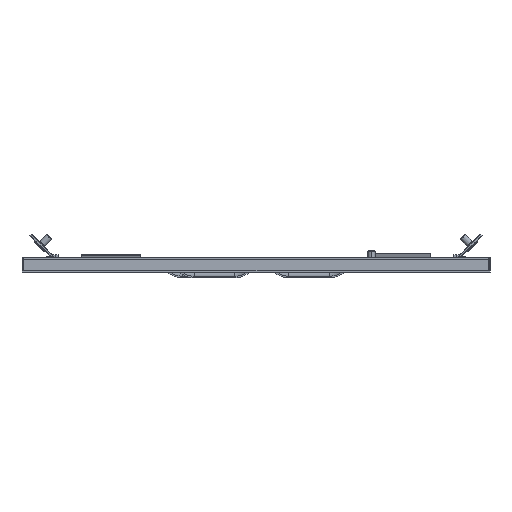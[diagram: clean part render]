
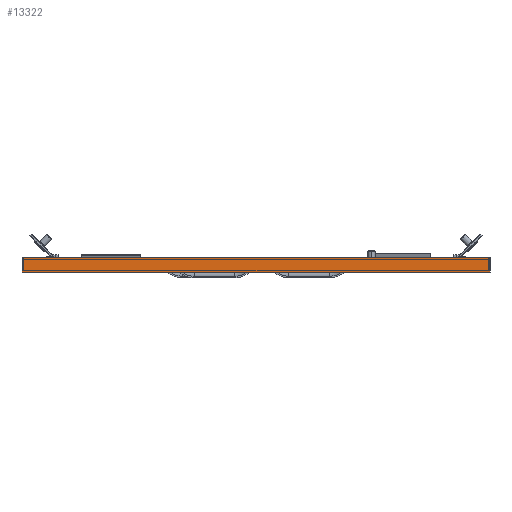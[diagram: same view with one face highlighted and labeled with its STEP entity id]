
A CAD part, front view. The second image highlights one B-rep face of the part: STEP entity #13322.
In plain terms, the highlighted planar face has unit normal (0, -1, 0).
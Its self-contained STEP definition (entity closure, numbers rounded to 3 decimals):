
#697 = CARTESIAN_POINT ( 'NONE',  ( 196.093, -1799.458, 4.721 ) ) ;
#1724 = EDGE_CURVE ( 'NONE', #95432, #27430, #99816, .T. ) ;
#3741 = VERTEX_POINT ( 'NONE', #19901 ) ;
#3791 = CARTESIAN_POINT ( 'NONE',  ( 197.5, -1799.458, 5.55 ) ) ;
#3856 = ORIENTED_EDGE ( 'NONE', *, *, #7803, .T. ) ;
#7803 = EDGE_CURVE ( 'NONE', #11184, #3741, #84765, .T. ) ;
#10151 = CARTESIAN_POINT ( 'NONE',  ( -196.093, -1799.458, 5.55 ) ) ;
#10959 = ORIENTED_EDGE ( 'NONE', *, *, #62171, .T. ) ;
#11184 = VERTEX_POINT ( 'NONE', #38864 ) ;
#13251 = VECTOR ( 'NONE', #41079, 1000. ) ;
#13322 = ADVANCED_FACE ( 'NONE', ( #29590 ), #59985, .F. ) ;
#13639 = ORIENTED_EDGE ( 'NONE', *, *, #41924, .T. ) ;
#14003 = B_SPLINE_CURVE_WITH_KNOTS ( 'NONE', 3,
 ( #62983, #31607, #697, #93389, #24019, #54860, #85784 ),
 .UNSPECIFIED., .F., .F.,
 ( 4, 3, 4 ),
 ( 0.005, 0.006, 0.007 ),
 .UNSPECIFIED. ) ;
#14746 = CARTESIAN_POINT ( 'NONE',  ( -196.093, -1799.458, 4.149 ) ) ;
#14758 = ORIENTED_EDGE ( 'NONE', *, *, #78851, .F. ) ;
#17292 = EDGE_CURVE ( 'NONE', #20449, #3741, #89503, .T. ) ;
#19060 = CARTESIAN_POINT ( 'NONE',  ( -196.093, -1799.458, 5.55 ) ) ;
#19352 = EDGE_CURVE ( 'NONE', #20449, #95432, #59500, .T. ) ;
#19901 = CARTESIAN_POINT ( 'NONE',  ( -197.5, -1799.458, -6.45 ) ) ;
#20449 = VERTEX_POINT ( 'NONE', #39414 ) ;
#23363 = VECTOR ( 'NONE', #79915, 1000. ) ;
#24019 = CARTESIAN_POINT ( 'NONE',  ( 196.093, -1799.458, 5.188 ) ) ;
#26376 = CARTESIAN_POINT ( 'NONE',  ( -209.582, -1799.458, 5.55 ) ) ;
#27430 = VERTEX_POINT ( 'NONE', #30560 ) ;
#28205 = DIRECTION ( 'NONE',  ( 0., 0., -1. ) ) ;
#28622 = CARTESIAN_POINT ( 'NONE',  ( 0., -1799.458, 4.149 ) ) ;
#29590 = FACE_OUTER_BOUND ( 'NONE', #31638, .T. ) ;
#30560 = CARTESIAN_POINT ( 'NONE',  ( 196.093, -1799.458, 5.55 ) ) ;
#31144 = ORIENTED_EDGE ( 'NONE', *, *, #17292, .F. ) ;
#31607 = CARTESIAN_POINT ( 'NONE',  ( 196.093, -1799.458, 4.435 ) ) ;
#31638 = EDGE_LOOP ( 'NONE', ( #3856, #31144, #58886, #37122, #13639, #57323, #63384, #14758, #10959, #59475 ) ) ;
#32042 = DIRECTION ( 'NONE',  ( 0., 0., 1. ) ) ;
#32084 = VERTEX_POINT ( 'NONE', #47763 ) ;
#32966 = LINE ( 'NONE', #26376, #13251 ) ;
#34053 = CARTESIAN_POINT ( 'NONE',  ( 197.5, -1799.458, 5.55 ) ) ;
#35637 = CARTESIAN_POINT ( 'NONE',  ( 209.582, -1799.458, 5.55 ) ) ;
#36696 = VECTOR ( 'NONE', #28205, 1000. ) ;
#37122 = ORIENTED_EDGE ( 'NONE', *, *, #1724, .T. ) ;
#37131 = EDGE_CURVE ( 'NONE', #62727, #64812, #14003, .T. ) ;
#38864 = CARTESIAN_POINT ( 'NONE',  ( -197.5, -1799.458, 5.55 ) ) ;
#39414 = CARTESIAN_POINT ( 'NONE',  ( 197.5, -1799.458, -6.45 ) ) ;
#39568 = VECTOR ( 'NONE', #81286, 1000. ) ;
#40129 = CARTESIAN_POINT ( 'NONE',  ( -196.093, -1799.458, -6.45 ) ) ;
#41079 = DIRECTION ( 'NONE',  ( 1., 0., 0. ) ) ;
#41924 = EDGE_CURVE ( 'NONE', #27430, #62727, #44893, .T. ) ;
#42076 = CARTESIAN_POINT ( 'NONE',  ( -196.093, -1799.458, 5.55 ) ) ;
#44893 = LINE ( 'NONE', #82884, #36696 ) ;
#45558 = CARTESIAN_POINT ( 'NONE',  ( 196.093, -1799.458, 5.55 ) ) ;
#45616 = CARTESIAN_POINT ( 'NONE',  ( -196.093, -1799.458, 4.435 ) ) ;
#47763 = CARTESIAN_POINT ( 'NONE',  ( -196.093, -1799.458, 4.149 ) ) ;
#48230 = LINE ( 'NONE', #40129, #94132 ) ;
#54860 = CARTESIAN_POINT ( 'NONE',  ( 196.093, -1799.458, 5.369 ) ) ;
#57323 = ORIENTED_EDGE ( 'NONE', *, *, #37131, .T. ) ;
#58559 = VERTEX_POINT ( 'NONE', #19060 ) ;
#58886 = ORIENTED_EDGE ( 'NONE', *, *, #19352, .T. ) ;
#59475 = ORIENTED_EDGE ( 'NONE', *, *, #97021, .F. ) ;
#59500 = LINE ( 'NONE', #3791, #39568 ) ;
#59985 = PLANE ( 'NONE',  #76221 ) ;
#60484 = DIRECTION ( 'NONE',  ( 0., 1., 0. ) ) ;
#62171 = EDGE_CURVE ( 'NONE', #32084, #83714, #48230, .T. ) ;
#62727 = VERTEX_POINT ( 'NONE', #93374 ) ;
#62983 = CARTESIAN_POINT ( 'NONE',  ( 196.093, -1799.458, 4.149 ) ) ;
#63052 = VECTOR ( 'NONE', #76512, 1000. ) ;
#63384 = ORIENTED_EDGE ( 'NONE', *, *, #72454, .T. ) ;
#64812 = VERTEX_POINT ( 'NONE', #45558 ) ;
#65528 = DIRECTION ( 'NONE',  ( -1., 0., 0. ) ) ;
#72454 = EDGE_CURVE ( 'NONE', #64812, #58559, #88349, .T. ) ;
#76221 = AXIS2_PLACEMENT_3D ( 'NONE', #28622, #60484, #83790 ) ;
#76512 = DIRECTION ( 'NONE',  ( -1., 0., 0. ) ) ;
#76513 = CARTESIAN_POINT ( 'NONE',  ( -196.093, -1799.458, 4.721 ) ) ;
#77507 = CARTESIAN_POINT ( 'NONE',  ( -196.093, -1799.458, 5.369 ) ) ;
#78851 = EDGE_CURVE ( 'NONE', #32084, #58559, #99730, .T. ) ;
#79915 = DIRECTION ( 'NONE',  ( -1., 0., 0. ) ) ;
#80421 = CARTESIAN_POINT ( 'NONE',  ( 0., -1799.458, -6.45 ) ) ;
#81286 = DIRECTION ( 'NONE',  ( 0., 0., 1. ) ) ;
#82884 = CARTESIAN_POINT ( 'NONE',  ( 196.093, -1799.458, 5.55 ) ) ;
#83714 = VERTEX_POINT ( 'NONE', #42076 ) ;
#83790 = DIRECTION ( 'NONE',  ( 0., 0., -1. ) ) ;
#84617 = CARTESIAN_POINT ( 'NONE',  ( -196.093, -1799.458, 5.188 ) ) ;
#84765 = LINE ( 'NONE', #90879, #99882 ) ;
#84998 = VECTOR ( 'NONE', #65528, 1000. ) ;
#85784 = CARTESIAN_POINT ( 'NONE',  ( 196.093, -1799.458, 5.55 ) ) ;
#88349 = LINE ( 'NONE', #89849, #84998 ) ;
#89503 = LINE ( 'NONE', #80421, #23363 ) ;
#89849 = CARTESIAN_POINT ( 'NONE',  ( 0., -1799.458, 5.55 ) ) ;
#90879 = CARTESIAN_POINT ( 'NONE',  ( -197.5, -1799.458, -6.45 ) ) ;
#92214 = CARTESIAN_POINT ( 'NONE',  ( -196.093, -1799.458, 5.006 ) ) ;
#93374 = CARTESIAN_POINT ( 'NONE',  ( 196.093, -1799.458, 4.149 ) ) ;
#93389 = CARTESIAN_POINT ( 'NONE',  ( 196.093, -1799.458, 5.006 ) ) ;
#94132 = VECTOR ( 'NONE', #32042, 1000. ) ;
#95432 = VERTEX_POINT ( 'NONE', #34053 ) ;
#97021 = EDGE_CURVE ( 'NONE', #11184, #83714, #32966, .T. ) ;
#97974 = DIRECTION ( 'NONE',  ( 0., 0., -1. ) ) ;
#99730 = B_SPLINE_CURVE_WITH_KNOTS ( 'NONE', 3,
 ( #14746, #45616, #76513, #92214, #84617, #77507, #10151 ),
 .UNSPECIFIED., .F., .F.,
 ( 4, 3, 4 ),
 ( 0.005, 0.006, 0.007 ),
 .UNSPECIFIED. ) ;
#99816 = LINE ( 'NONE', #35637, #63052 ) ;
#99882 = VECTOR ( 'NONE', #97974, 1000. ) ;
